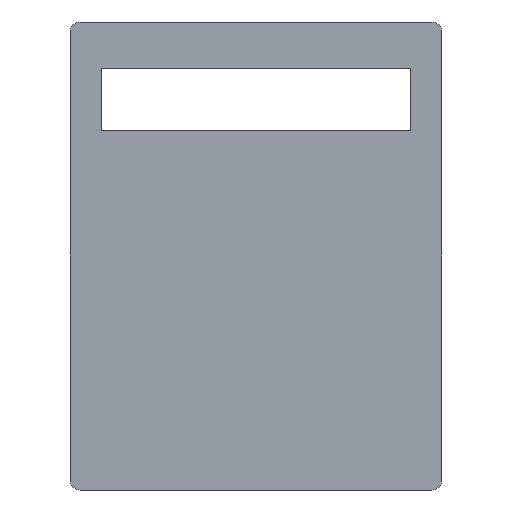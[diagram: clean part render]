
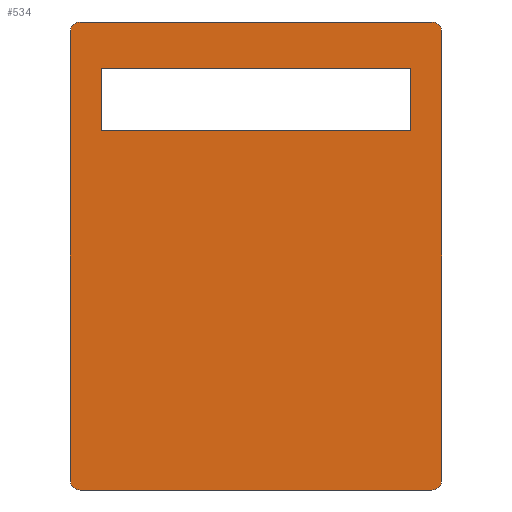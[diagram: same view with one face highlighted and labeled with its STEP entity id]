
A CAD part, front view. The second image highlights one B-rep face of the part: STEP entity #534.
In plain terms, the highlighted planar face has unit normal (0, -1, 0).
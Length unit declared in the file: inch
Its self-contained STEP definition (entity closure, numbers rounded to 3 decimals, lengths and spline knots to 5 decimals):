
#18=FACE_BOUND('',#102,.T.);
#42=PLANE('',#592);
#70=FACE_OUTER_BOUND('',#101,.T.);
#101=EDGE_LOOP('',(#491,#492,#493,#494,#495,#496,#497,#498));
#102=EDGE_LOOP('',(#499,#500,#501,#502));
#113=LINE('',#765,#177);
#118=LINE('',#779,#182);
#141=LINE('',#829,#205);
#145=LINE('',#838,#209);
#158=LINE('',#862,#222);
#164=LINE('',#873,#228);
#165=LINE('',#875,#229);
#166=LINE('',#877,#230);
#177=VECTOR('',#621,0.3937);
#182=VECTOR('',#636,0.3937);
#205=VECTOR('',#683,0.3937);
#209=VECTOR('',#689,0.3937);
#222=VECTOR('',#708,0.3937);
#228=VECTOR('',#720,0.3937);
#229=VECTOR('',#723,0.3937);
#230=VECTOR('',#726,0.3937);
#232=CIRCLE('',#559,0.02);
#236=CIRCLE('',#566,0.02);
#237=CIRCLE('',#568,0.02);
#238=CIRCLE('',#571,0.02);
#241=VERTEX_POINT('',#736);
#242=VERTEX_POINT('',#738);
#253=VERTEX_POINT('',#764);
#254=VERTEX_POINT('',#768);
#255=VERTEX_POINT('',#772);
#256=VERTEX_POINT('',#774);
#257=VERTEX_POINT('',#778);
#258=VERTEX_POINT('',#782);
#271=VERTEX_POINT('',#827);
#272=VERTEX_POINT('',#828);
#275=VERTEX_POINT('',#836);
#276=VERTEX_POINT('',#837);
#289=EDGE_CURVE('',#241,#242,#232,.T.);
#302=EDGE_CURVE('',#242,#253,#113,.T.);
#304=EDGE_CURVE('',#253,#254,#236,.T.);
#307=EDGE_CURVE('',#255,#256,#237,.T.);
#309=EDGE_CURVE('',#256,#257,#118,.T.);
#311=EDGE_CURVE('',#257,#258,#238,.T.);
#333=EDGE_CURVE('',#271,#272,#141,.T.);
#337=EDGE_CURVE('',#275,#276,#145,.T.);
#350=EDGE_CURVE('',#276,#271,#158,.T.);
#356=EDGE_CURVE('',#272,#275,#164,.T.);
#357=EDGE_CURVE('',#258,#241,#165,.T.);
#358=EDGE_CURVE('',#254,#255,#166,.T.);
#491=ORIENTED_EDGE('',*,*,#289,.F.);
#492=ORIENTED_EDGE('',*,*,#357,.F.);
#493=ORIENTED_EDGE('',*,*,#311,.F.);
#494=ORIENTED_EDGE('',*,*,#309,.F.);
#495=ORIENTED_EDGE('',*,*,#307,.F.);
#496=ORIENTED_EDGE('',*,*,#358,.F.);
#497=ORIENTED_EDGE('',*,*,#304,.F.);
#498=ORIENTED_EDGE('',*,*,#302,.F.);
#499=ORIENTED_EDGE('',*,*,#337,.T.);
#500=ORIENTED_EDGE('',*,*,#350,.T.);
#501=ORIENTED_EDGE('',*,*,#333,.T.);
#502=ORIENTED_EDGE('',*,*,#356,.T.);
#534=ADVANCED_FACE('',(#70,#18),#42,.F.);
#559=AXIS2_PLACEMENT_3D('',#739,#600,#601);
#566=AXIS2_PLACEMENT_3D('',#769,#625,#626);
#568=AXIS2_PLACEMENT_3D('',#775,#631,#632);
#571=AXIS2_PLACEMENT_3D('',#783,#640,#641);
#592=AXIS2_PLACEMENT_3D('',#879,#729,#730);
#600=DIRECTION('center_axis',(0.,1.,0.));
#601=DIRECTION('ref_axis',(0.707,0.,0.707));
#621=DIRECTION('',(0.,0.,-1.));
#625=DIRECTION('center_axis',(0.,1.,0.));
#626=DIRECTION('ref_axis',(0.707,0.,-0.707));
#631=DIRECTION('center_axis',(0.,1.,0.));
#632=DIRECTION('ref_axis',(-0.707,0.,-0.707));
#636=DIRECTION('',(0.,0.,1.));
#640=DIRECTION('center_axis',(0.,1.,0.));
#641=DIRECTION('ref_axis',(-0.707,0.,0.707));
#683=DIRECTION('',(-1.,0.,0.));
#689=DIRECTION('',(1.,0.,0.));
#708=DIRECTION('',(0.,0.,-1.));
#720=DIRECTION('',(0.,0.,1.));
#723=DIRECTION('',(1.,0.,0.));
#726=DIRECTION('',(-1.,0.,0.));
#729=DIRECTION('center_axis',(0.,1.,0.));
#730=DIRECTION('ref_axis',(0.,0.,1.));
#736=CARTESIAN_POINT('',(0.0425,0.,0.0625));
#738=CARTESIAN_POINT('',(0.0625,0.,0.0425));
#739=CARTESIAN_POINT('Origin',(0.0425,0.,0.0425));
#764=CARTESIAN_POINT('',(0.0625,0.,-0.8625));
#765=CARTESIAN_POINT('',(0.0625,0.,0.0625));
#768=CARTESIAN_POINT('',(0.0425,0.,-0.8825));
#769=CARTESIAN_POINT('Origin',(0.0425,0.,-0.8625));
#772=CARTESIAN_POINT('',(-0.6675,0.,-0.8825));
#774=CARTESIAN_POINT('',(-0.6875,0.,-0.8625));
#775=CARTESIAN_POINT('Origin',(-0.6675,0.,-0.8625));
#778=CARTESIAN_POINT('',(-0.6875,0.,0.0425));
#779=CARTESIAN_POINT('',(-0.6875,0.,-0.8825));
#782=CARTESIAN_POINT('',(-0.6675,0.,0.0625));
#783=CARTESIAN_POINT('Origin',(-0.6675,0.,0.0425));
#827=CARTESIAN_POINT('',(0.,0.,-0.15625));
#828=CARTESIAN_POINT('',(-0.625,0.,-0.15625));
#829=CARTESIAN_POINT('',(-0.46875,0.,-0.15625));
#836=CARTESIAN_POINT('',(-0.625,0.,-0.03125));
#837=CARTESIAN_POINT('',(0.,0.,-0.03125));
#838=CARTESIAN_POINT('',(-0.15625,0.,-0.03125));
#862=CARTESIAN_POINT('',(0.,0.,-0.28313));
#873=CARTESIAN_POINT('',(-0.625,0.,-0.22063));
#875=CARTESIAN_POINT('',(-0.6875,0.,0.0625));
#877=CARTESIAN_POINT('',(0.0625,0.,-0.8825));
#879=CARTESIAN_POINT('Origin',(-0.3125,0.,-0.41));
